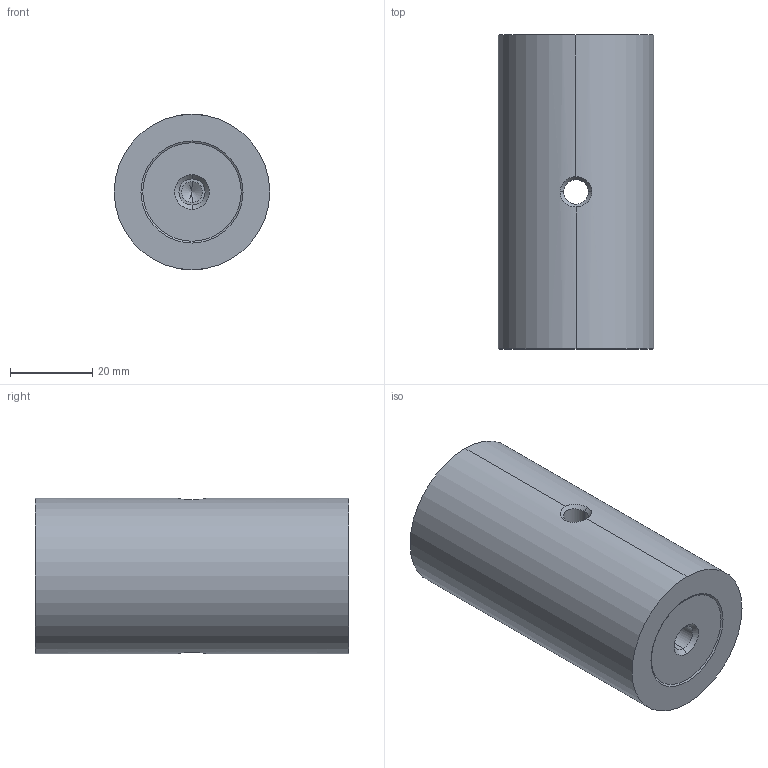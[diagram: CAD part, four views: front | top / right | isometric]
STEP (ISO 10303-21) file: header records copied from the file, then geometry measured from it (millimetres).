
FILE_DESCRIPTION (( 'STEP AP214' ), '1' );
FILE_NAME ('0707-E0W.STEP', '2016-06-02T14:45:04', ( '' ), ( '' ), 'SwSTEP 2.0', 'SolidWorks 2016', '' );
FILE_SCHEMA (( 'AUTOMOTIVE_DESIGN' ));
Length unit declared in the file: inch
Products named in the file (1): 0707-E0W
Bounding box: 37.74 x 76.2 x 37.74 mm (x, y, z)
Volume: 83166.1 mm3; surface area: 12384.7 mm2
Topology: 1 solids, 1 shells, 34 faces, 78 edges, 46 vertices
Faces by surface type: cone 12, cylinder 12, plane 6, bspline 4
Entity records: 1718 total; most frequent: CARTESIAN_POINT 501, DIRECTION 152, ORIENTED_EDGE 148, EDGE_CURVE 74, AXIS2_PLACEMENT_3D 63, VERTEX_POINT 46, EDGE_LOOP 40, LENGTH_MEASURE_WITH_UNIT 37
